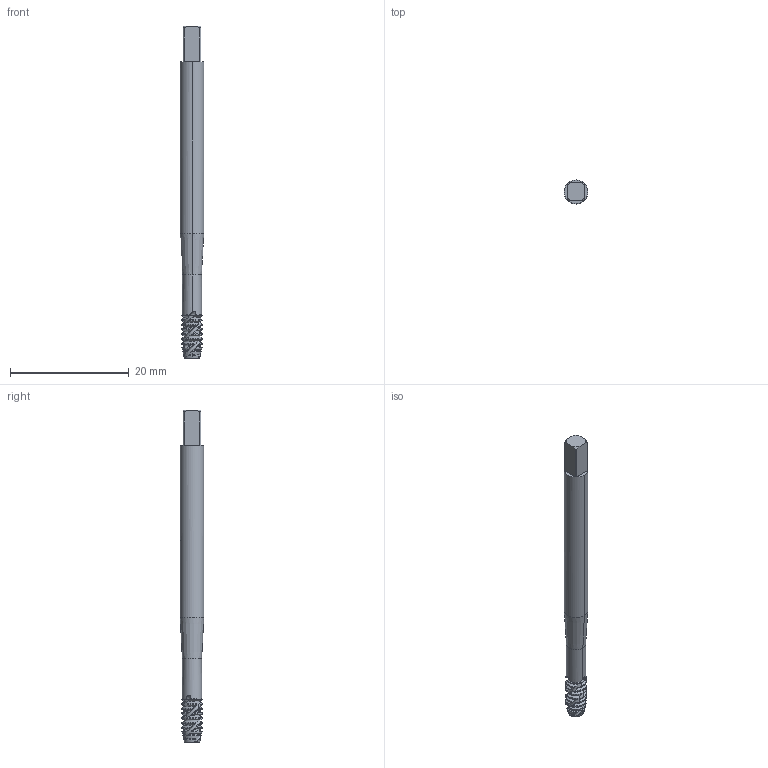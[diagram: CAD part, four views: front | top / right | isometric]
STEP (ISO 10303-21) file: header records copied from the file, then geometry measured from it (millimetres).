
FILE_DESCRIPTION(('no description'),'unknown implementation level');
FILE_NAME('solidsHGHGiHvzclf_mzA2_Lw5mtQauY_1.STP',' ',('CIM GmbH Aachen'),('CADClick - KiM GmbH - www.kimweb.de'),'unknown preprocess','ACIS','unknown authorization');
FILE_SCHEMA(('automotive_design'));
Length unit declared in the file: millimetre
Products named in the file (2): 1; 2
Bounding box: 4 x 4 x 56 mm (x, y, z)
Volume: 596.4 mm3; surface area: 820.9 mm2
Topology: 2 solids, 2 shells, 280 faces, 797 edges, 521 vertices
Faces by surface type: cone 110, cylinder 90, bspline 54, plane 17, revolution 9
Entity records: 30489 total; most frequent: CARTESIAN_POINT 15139, STYLED_ITEM 1600, PRESENTATION_STYLE_ASSIGNMENT 1600, COLOUR_RGB 1600, ORIENTED_EDGE 1594, DIRECTION 1052, EDGE_CURVE 797, CURVE_STYLE 797
